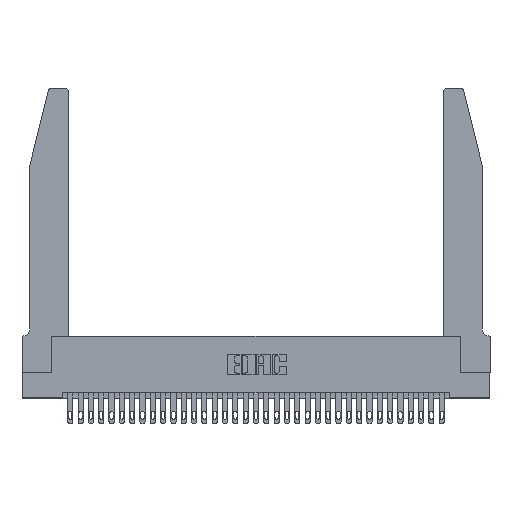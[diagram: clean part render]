
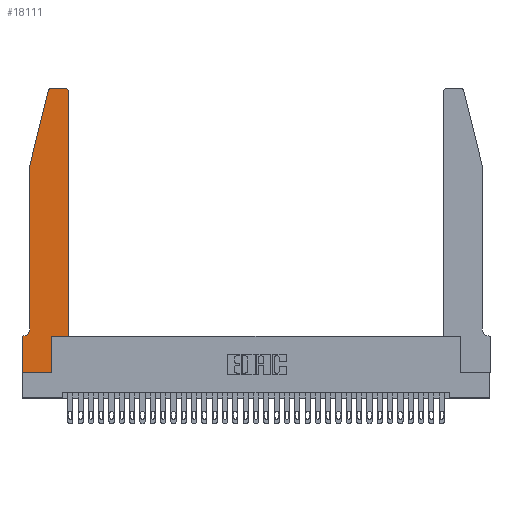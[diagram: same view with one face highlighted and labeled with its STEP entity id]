
A CAD part, top view. The second image highlights one B-rep face of the part: STEP entity #18111.
In plain terms, the highlighted planar face has unit normal (0, 0, 1).
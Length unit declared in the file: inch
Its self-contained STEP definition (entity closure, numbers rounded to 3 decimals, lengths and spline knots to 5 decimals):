
#218 = FACE_OUTER_BOUND ( 'NONE', #11927, .T. ) ;
#1145 = CARTESIAN_POINT ( 'NONE',  ( 0.0755, 2., 0.37 ) ) ;
#1254 = EDGE_CURVE ( 'NONE', #24555, #27054, #28542, .T. ) ;
#1559 = CARTESIAN_POINT ( 'NONE',  ( 0.4505, 0.35, 0.37 ) ) ;
#2206 = VERTEX_POINT ( 'NONE', #25867 ) ;
#2429 = AXIS2_PLACEMENT_3D ( 'NONE', #8522, #29946, #5663 ) ;
#2635 = VERTEX_POINT ( 'NONE', #9980 ) ;
#3189 = DIRECTION ( 'NONE',  ( 0., 1., 0. ) ) ;
#3286 = LINE ( 'NONE', #4308, #22858 ) ;
#3489 = LINE ( 'NONE', #27163, #9277 ) ;
#3609 = ORIENTED_EDGE ( 'NONE', *, *, #10931, .T. ) ;
#3704 = LINE ( 'NONE', #24255, #21189 ) ;
#3787 = CARTESIAN_POINT ( 'NONE',  ( 0.2605, 2.75, 0.37 ) ) ;
#4308 = CARTESIAN_POINT ( 'NONE',  ( 0.4505, 0.35, 0.37 ) ) ;
#4553 = DIRECTION ( 'NONE',  ( 1., 0., 0. ) ) ;
#4819 = LINE ( 'NONE', #1145, #26461 ) ;
#5663 = DIRECTION ( 'NONE',  ( -1., 0., 0. ) ) ;
#5844 = ORIENTED_EDGE ( 'NONE', *, *, #16665, .T. ) ;
#5850 = EDGE_CURVE ( 'NONE', #26522, #7042, #17587, .T. ) ;
#5872 = AXIS2_PLACEMENT_3D ( 'NONE', #23912, #18682, #10784 ) ;
#6002 = DIRECTION ( 'NONE',  ( -1., 0., 0. ) ) ;
#6023 = DIRECTION ( 'NONE',  ( 1., 0., 0. ) ) ;
#6489 = DIRECTION ( 'NONE',  ( 0., 0., 1. ) ) ;
#6800 = CARTESIAN_POINT ( 'NONE',  ( 0.0755, 2., 0.37 ) ) ;
#7042 = VERTEX_POINT ( 'NONE', #8953 ) ;
#7276 = CARTESIAN_POINT ( 'NONE',  ( 0.0755, 0.42, 0.37 ) ) ;
#7757 = VECTOR ( 'NONE', #6002, 39.37008 ) ;
#8224 = EDGE_CURVE ( 'NONE', #18018, #2206, #16506, .T. ) ;
#8522 = CARTESIAN_POINT ( 'NONE',  ( 0.0055, 0.42, 0.37 ) ) ;
#8792 = CARTESIAN_POINT ( 'NONE',  ( 0.4205, 2.75, 0.37 ) ) ;
#8953 = CARTESIAN_POINT ( 'NONE',  ( 0.2865, 0.35, 0.37 ) ) ;
#9012 = CARTESIAN_POINT ( 'NONE',  ( 0.0755, 2., 0.37 ) ) ;
#9040 = CIRCLE ( 'NONE', #18895, 0.03 ) ;
#9059 = ORIENTED_EDGE ( 'NONE', *, *, #25030, .T. ) ;
#9123 = DIRECTION ( 'NONE',  ( 0., -1., 0. ) ) ;
#9277 = VECTOR ( 'NONE', #11215, 39.37008 ) ;
#9403 = CARTESIAN_POINT ( 'NONE',  ( 0.2865, 0., 0.37 ) ) ;
#9626 = DIRECTION ( 'NONE',  ( 1., 0., 0. ) ) ;
#9980 = CARTESIAN_POINT ( 'NONE',  ( 0.0055, 0.35, 0.37 ) ) ;
#10109 = VERTEX_POINT ( 'NONE', #9012 ) ;
#10436 = ORIENTED_EDGE ( 'NONE', *, *, #26747, .T. ) ;
#10784 = DIRECTION ( 'NONE',  ( 1., 0., 0. ) ) ;
#10931 = EDGE_CURVE ( 'NONE', #2206, #24555, #9040, .T. ) ;
#10962 = ORIENTED_EDGE ( 'NONE', *, *, #5850, .T. ) ;
#11215 = DIRECTION ( 'NONE',  ( 0., -1., 0. ) ) ;
#11927 = EDGE_LOOP ( 'NONE', ( #13214, #5844, #14473, #22723, #9059, #14702, #13838, #10436, #10962, #19774, #14910, #3609 ) ) ;
#12845 = VECTOR ( 'NONE', #19543, 39.37008 ) ;
#13214 = ORIENTED_EDGE ( 'NONE', *, *, #1254, .T. ) ;
#13359 = VECTOR ( 'NONE', #18592, 39.37008 ) ;
#13838 = ORIENTED_EDGE ( 'NONE', *, *, #19107, .T. ) ;
#14002 = PLANE ( 'NONE',  #19439 ) ;
#14473 = ORIENTED_EDGE ( 'NONE', *, *, #16936, .T. ) ;
#14702 = ORIENTED_EDGE ( 'NONE', *, *, #27434, .T. ) ;
#14910 = ORIENTED_EDGE ( 'NONE', *, *, #8224, .T. ) ;
#15607 = VERTEX_POINT ( 'NONE', #32819 ) ;
#16506 = LINE ( 'NONE', #1559, #24838 ) ;
#16665 = EDGE_CURVE ( 'NONE', #27054, #15607, #17499, .T. ) ;
#16936 = EDGE_CURVE ( 'NONE', #15607, #10109, #23657, .T. ) ;
#17499 = CIRCLE ( 'NONE', #5872, 0.03 ) ;
#17587 = LINE ( 'NONE', #23700, #13359 ) ;
#18006 = CARTESIAN_POINT ( 'NONE',  ( 0., 0., 0.37 ) ) ;
#18018 = VERTEX_POINT ( 'NONE', #22193 ) ;
#18111 = ADVANCED_FACE ( 'NONE', ( #218 ), #14002, .T. ) ;
#18244 = EDGE_CURVE ( 'NONE', #10109, #24097, #4819, .T. ) ;
#18592 = DIRECTION ( 'NONE',  ( 0., 1., 0. ) ) ;
#18682 = DIRECTION ( 'NONE',  ( 0., 0., 1. ) ) ;
#18895 = AXIS2_PLACEMENT_3D ( 'NONE', #22378, #6489, #33105 ) ;
#19107 = EDGE_CURVE ( 'NONE', #22278, #29485, #3489, .T. ) ;
#19439 = AXIS2_PLACEMENT_3D ( 'NONE', #22269, #32624, #6023 ) ;
#19543 = DIRECTION ( 'NONE',  ( -0.239, -0.971, 0. ) ) ;
#19774 = ORIENTED_EDGE ( 'NONE', *, *, #22265, .T. ) ;
#20455 = CARTESIAN_POINT ( 'NONE',  ( 0., 0., 0.37 ) ) ;
#21189 = VECTOR ( 'NONE', #26945, 39.37008 ) ;
#22193 = CARTESIAN_POINT ( 'NONE',  ( 0.4505, 0.35, 0.37 ) ) ;
#22265 = EDGE_CURVE ( 'NONE', #7042, #18018, #3286, .T. ) ;
#22269 = CARTESIAN_POINT ( 'NONE',  ( 0., 0.35, 0.37 ) ) ;
#22278 = VERTEX_POINT ( 'NONE', #28250 ) ;
#22378 = CARTESIAN_POINT ( 'NONE',  ( 0.4205, 2.72, 0.37 ) ) ;
#22723 = ORIENTED_EDGE ( 'NONE', *, *, #18244, .T. ) ;
#22858 = VECTOR ( 'NONE', #9626, 39.37008 ) ;
#23317 = VECTOR ( 'NONE', #4553, 39.37008 ) ;
#23394 = CARTESIAN_POINT ( 'NONE',  ( 0.284, 2.75, 0.37 ) ) ;
#23657 = LINE ( 'NONE', #6800, #12845 ) ;
#23700 = CARTESIAN_POINT ( 'NONE',  ( 0.2865, 0.35, 0.37 ) ) ;
#23912 = CARTESIAN_POINT ( 'NONE',  ( 0.284, 2.72, 0.37 ) ) ;
#24097 = VERTEX_POINT ( 'NONE', #7276 ) ;
#24255 = CARTESIAN_POINT ( 'NONE',  ( 0.0755, 0.35, 0.37 ) ) ;
#24555 = VERTEX_POINT ( 'NONE', #8792 ) ;
#24838 = VECTOR ( 'NONE', #3189, 39.37008 ) ;
#25030 = EDGE_CURVE ( 'NONE', #24097, #2635, #28030, .T. ) ;
#25867 = CARTESIAN_POINT ( 'NONE',  ( 0.4505, 2.72, 0.37 ) ) ;
#26461 = VECTOR ( 'NONE', #9123, 39.37008 ) ;
#26522 = VERTEX_POINT ( 'NONE', #9403 ) ;
#26747 = EDGE_CURVE ( 'NONE', #29485, #26522, #31258, .T. ) ;
#26945 = DIRECTION ( 'NONE',  ( -1., 0., 0. ) ) ;
#27054 = VERTEX_POINT ( 'NONE', #23394 ) ;
#27163 = CARTESIAN_POINT ( 'NONE',  ( 0., 0., 0.37 ) ) ;
#27434 = EDGE_CURVE ( 'NONE', #2635, #22278, #3704, .T. ) ;
#28030 = CIRCLE ( 'NONE', #2429, 0.07 ) ;
#28250 = CARTESIAN_POINT ( 'NONE',  ( 0., 0.35, 0.37 ) ) ;
#28542 = LINE ( 'NONE', #3787, #7757 ) ;
#29485 = VERTEX_POINT ( 'NONE', #18006 ) ;
#29946 = DIRECTION ( 'NONE',  ( 0., 0., -1. ) ) ;
#31258 = LINE ( 'NONE', #20455, #23317 ) ;
#32624 = DIRECTION ( 'NONE',  ( 0., 0., 1. ) ) ;
#32819 = CARTESIAN_POINT ( 'NONE',  ( 0.25487, 2.72718, 0.37 ) ) ;
#33105 = DIRECTION ( 'NONE',  ( 1., 0., 0. ) ) ;
